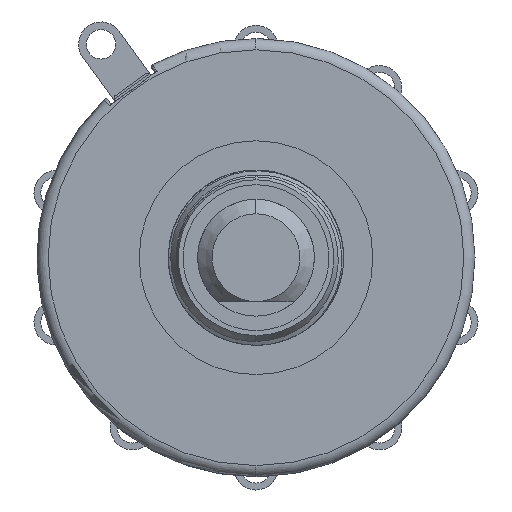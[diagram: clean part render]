
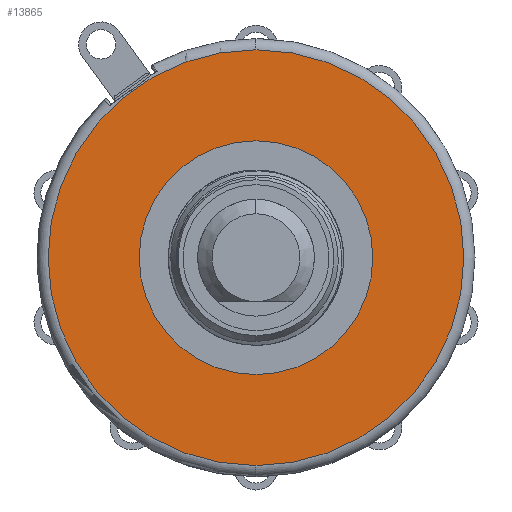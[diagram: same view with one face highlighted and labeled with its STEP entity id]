
A CAD part, left-side view. The second image highlights one B-rep face of the part: STEP entity #13865.
In plain terms, the highlighted planar face has unit normal (-1, 0, 0).
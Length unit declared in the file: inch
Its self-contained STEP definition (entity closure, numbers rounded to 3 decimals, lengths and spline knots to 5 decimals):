
#3545=CARTESIAN_POINT('',(0.,0.,0.));
#3546=DIRECTION('',(1.,0.,0.));
#3547=DIRECTION('',(0.,0.,-1.));
#3548=AXIS2_PLACEMENT_3D('',#3545,#3546,#3547);
#3550=CARTESIAN_POINT('',(0.,0.,0.));
#3551=DIRECTION('',(-1.,0.,0.));
#3552=DIRECTION('',(0.,0.,-1.));
#3553=AXIS2_PLACEMENT_3D('',#3550,#3551,#3552);
#3555=CARTESIAN_POINT('',(0.,0.,0.));
#3556=DIRECTION('',(-1.,0.,0.));
#3557=DIRECTION('',(0.,0.,-1.));
#3558=AXIS2_PLACEMENT_3D('',#3555,#3556,#3557);
#3564=CARTESIAN_POINT('',(0.,0.,0.));
#3565=DIRECTION('',(1.,0.,0.));
#3566=DIRECTION('',(0.,0.,-1.));
#3567=AXIS2_PLACEMENT_3D('',#3564,#3565,#3566);
#8740=CARTESIAN_POINT('',(0.,0.,-0.25));
#8742=VERTEX_POINT('',#8740);
#8748=CARTESIAN_POINT('',(0.,0.,0.25));
#8750=VERTEX_POINT('',#8748);
#9342=CARTESIAN_POINT('',(0.,0.,-0.44468));
#9344=VERTEX_POINT('',#9342);
#9346=CARTESIAN_POINT('',(0.,0.,0.44468));
#9348=VERTEX_POINT('',#9346);
#13850=CARTESIAN_POINT('',(0.,0.,0.));
#13851=DIRECTION('',(-1.,0.,0.));
#13852=DIRECTION('',(0.,0.,-1.));
#13853=AXIS2_PLACEMENT_3D('',#13850,#13851,#13852);
#13854=PLANE('',#13853);
#13855=ORIENTED_EDGE('',*,*,#13499,.T.);
#13856=ORIENTED_EDGE('',*,*,#13843,.F.);
#13857=EDGE_LOOP('',(#13855,#13856));
#13858=FACE_OUTER_BOUND('',#13857,.F.);
#13860=ORIENTED_EDGE('',*,*,#13859,.T.);
#13862=ORIENTED_EDGE('',*,*,#13861,.F.);
#13863=EDGE_LOOP('',(#13860,#13862));
#13864=FACE_BOUND('',#13863,.F.);
#13865=ADVANCED_FACE('',(#13858,#13864),#13854,.T.);
#3549=CIRCLE('',#3548,0.44468);
#3554=CIRCLE('',#3553,0.44468);
#3559=CIRCLE('',#3558,0.25);
#3568=CIRCLE('',#3567,0.25);
#13499=EDGE_CURVE('',#9344,#9348,#3549,.T.);
#13843=EDGE_CURVE('',#9344,#9348,#3554,.T.);
#13859=EDGE_CURVE('',#8742,#8750,#3559,.T.);
#13861=EDGE_CURVE('',#8742,#8750,#3568,.T.);
